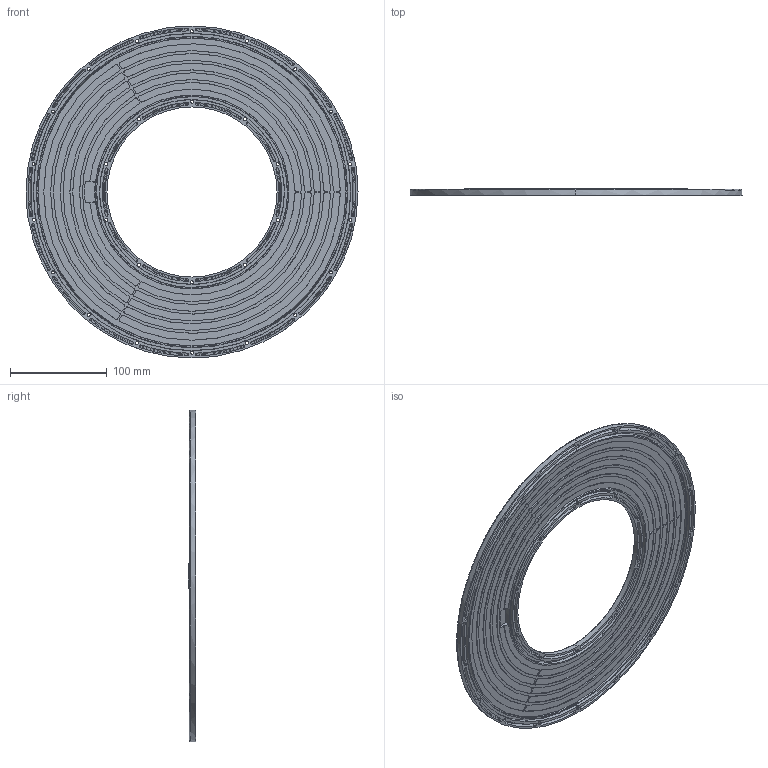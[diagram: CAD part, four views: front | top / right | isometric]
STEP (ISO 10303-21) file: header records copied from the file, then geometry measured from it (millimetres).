
FILE_DESCRIPTION (( 'STEP AP214' ), '1' );
FILE_NAME ('L226_UFO-200W-T60-20190710-KH.stp', '2022-08-17T05:40:15', ( 'Windows 蚚誧' ), ( '' ), 'SwSTEP 2.0', 'SolidWorks 2019', '' );
FILE_SCHEMA (( 'AUTOMOTIVE_DESIGN' ));
Length unit declared in the file: millimetre
Products named in the file (1): L226_UFO-200W-T60-20190710-KH
Bounding box: 343.9 x 7.5 x 343.9 mm (x, y, z)
Volume: 246821.1 mm3; surface area: 195065.2 mm2
Topology: 1 solids, 1 shells, 722 faces, 2189 edges, 1560 vertices
Faces by surface type: cone 319, bspline 226, plane 165, cylinder 12
Entity records: 52480 total; most frequent: CARTESIAN_POINT 36030, ORIENTED_EDGE 4376, EDGE_CURVE 2188, DIRECTION 1999, VERTEX_POINT 1560, B_SPLINE_CURVE_WITH_KNOTS 1462, EDGE_LOOP 872, AXIS2_PLACEMENT_3D 820
